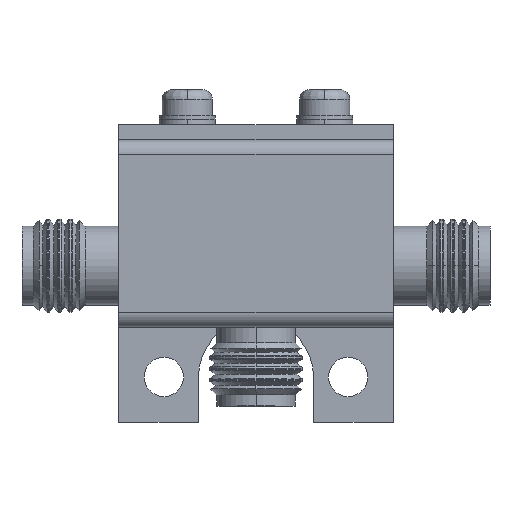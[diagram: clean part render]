
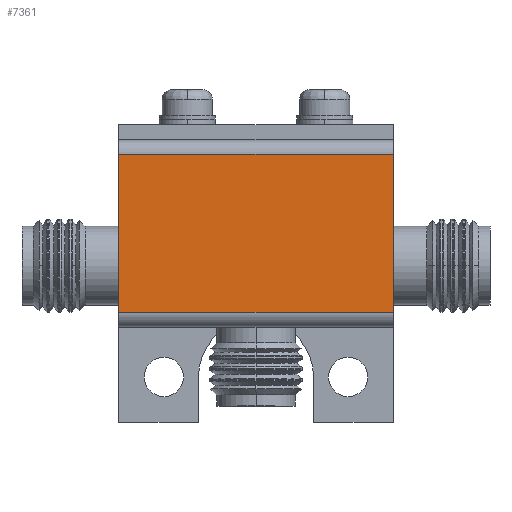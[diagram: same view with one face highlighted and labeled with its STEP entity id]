
A CAD part, top view. The second image highlights one B-rep face of the part: STEP entity #7361.
In plain terms, the highlighted planar face has unit normal (0, 0, 1).
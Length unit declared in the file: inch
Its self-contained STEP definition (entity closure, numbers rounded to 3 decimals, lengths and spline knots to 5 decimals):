
#349 = LINE ( 'NONE', #3051, #8312 ) ;
#558 = EDGE_CURVE ( 'NONE', #4101, #8640, #349, .T. ) ;
#674 = VERTEX_POINT ( 'NONE', #6631 ) ;
#704 = CARTESIAN_POINT ( 'NONE',  ( -0.37, 0.1075, 0.545 ) ) ;
#763 = ORIENTED_EDGE ( 'NONE', *, *, #1297, .T. ) ;
#889 = VECTOR ( 'NONE', #2693, 39.37008 ) ;
#1197 = PLANE ( 'NONE',  #7294 ) ;
#1297 = EDGE_CURVE ( 'NONE', #8640, #1961, #3290, .T. ) ;
#1961 = VERTEX_POINT ( 'NONE', #2123 ) ;
#2123 = CARTESIAN_POINT ( 'NONE',  ( 0.37, 0.32, 0.545 ) ) ;
#2693 = DIRECTION ( 'NONE',  ( 0., 1., 0. ) ) ;
#3051 = CARTESIAN_POINT ( 'NONE',  ( -0.37, -0.105, 0.545 ) ) ;
#3282 = DIRECTION ( 'NONE',  ( 0., -1., 0. ) ) ;
#3290 = LINE ( 'NONE', #3861, #5948 ) ;
#3861 = CARTESIAN_POINT ( 'NONE',  ( 0.37, -0.105, 0.545 ) ) ;
#3993 = DIRECTION ( 'NONE',  ( 0., 1., 0. ) ) ;
#4101 = VERTEX_POINT ( 'NONE', #6258 ) ;
#4323 = DIRECTION ( 'NONE',  ( -1., 0., 0. ) ) ;
#4390 = EDGE_CURVE ( 'NONE', #4101, #674, #6768, .T. ) ;
#4645 = FACE_OUTER_BOUND ( 'NONE', #7547, .T. ) ;
#5136 = CARTESIAN_POINT ( 'NONE',  ( 0.37, -0.105, 0.545 ) ) ;
#5544 = ORIENTED_EDGE ( 'NONE', *, *, #8042, .T. ) ;
#5948 = VECTOR ( 'NONE', #3993, 39.37008 ) ;
#6080 = ORIENTED_EDGE ( 'NONE', *, *, #558, .T. ) ;
#6258 = CARTESIAN_POINT ( 'NONE',  ( -0.37, -0.105, 0.545 ) ) ;
#6631 = CARTESIAN_POINT ( 'NONE',  ( -0.37, 0.32, 0.545 ) ) ;
#6768 = LINE ( 'NONE', #704, #889 ) ;
#7276 = ORIENTED_EDGE ( 'NONE', *, *, #4390, .F. ) ;
#7294 = AXIS2_PLACEMENT_3D ( 'NONE', #8688, #8739, #3282 ) ;
#7361 = ADVANCED_FACE ( 'NONE', ( #4645 ), #1197, .T. ) ;
#7547 = EDGE_LOOP ( 'NONE', ( #7276, #6080, #763, #5544 ) ) ;
#7709 = CARTESIAN_POINT ( 'NONE',  ( -0.37, 0.32, 0.545 ) ) ;
#8042 = EDGE_CURVE ( 'NONE', #1961, #674, #8581, .T. ) ;
#8312 = VECTOR ( 'NONE', #8472, 39.37008 ) ;
#8472 = DIRECTION ( 'NONE',  ( 1., 0., 0. ) ) ;
#8581 = LINE ( 'NONE', #7709, #8727 ) ;
#8640 = VERTEX_POINT ( 'NONE', #5136 ) ;
#8688 = CARTESIAN_POINT ( 'NONE',  ( -0.37, -0.105, 0.545 ) ) ;
#8727 = VECTOR ( 'NONE', #4323, 39.37008 ) ;
#8739 = DIRECTION ( 'NONE',  ( 0., 0., 1. ) ) ;
